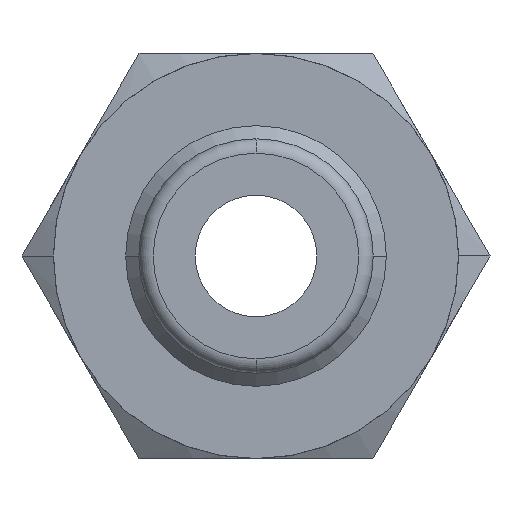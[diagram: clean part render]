
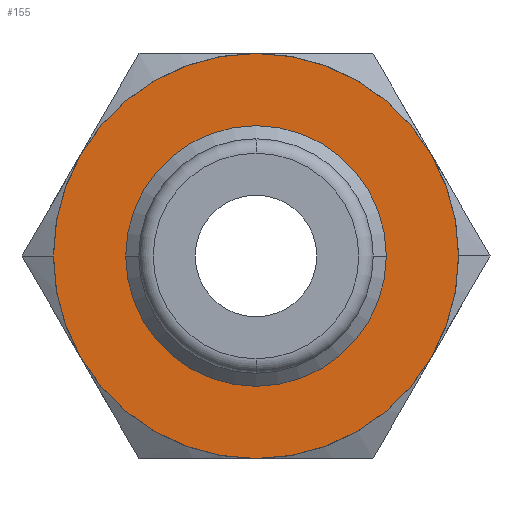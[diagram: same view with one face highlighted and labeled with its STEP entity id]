
A CAD part, front view. The second image highlights one B-rep face of the part: STEP entity #155.
In plain terms, the highlighted planar face has unit normal (0, -1, 0).
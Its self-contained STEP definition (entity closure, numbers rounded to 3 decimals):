
#155=ADVANCED_FACE('',(#324,#325),#326,.T.);
#324=FACE_OUTER_BOUND('',#503,.T.);
#325=FACE_BOUND('',#504,.T.);
#326=PLANE('',#505);
#503=EDGE_LOOP('',(#876,#877));
#504=EDGE_LOOP('',(#878,#879));
#505=AXIS2_PLACEMENT_3D('',#880,#881,#882);
#876=ORIENTED_EDGE('',*,*,#1150,.T.);
#877=ORIENTED_EDGE('',*,*,#1157,.T.);
#878=ORIENTED_EDGE('',*,*,#1145,.F.);
#879=ORIENTED_EDGE('',*,*,#1122,.F.);
#880=CARTESIAN_POINT('',(0.0,14.0,0.0));
#881=DIRECTION('',(0.0,-1.0,0.0));
#882=DIRECTION('',(-1.0,0.0,0.0));
#1122=EDGE_CURVE('',#1350,#1352,#1353,.T.);
#1145=EDGE_CURVE('',#1352,#1350,#1382,.T.);
#1150=EDGE_CURVE('',#1384,#1389,#1391,.T.);
#1157=EDGE_CURVE('',#1389,#1384,#1398,.T.);
#1350=VERTEX_POINT('',#1833);
#1352=VERTEX_POINT('',#1836);
#1353=CIRCLE('',#1837,4.5);
#1382=CIRCLE('',#1894,4.5);
#1384=VERTEX_POINT('',#1896);
#1389=VERTEX_POINT('',#1902);
#1391=CIRCLE('',#1905,6.995);
#1398=CIRCLE('',#1934,6.995);
#1833=CARTESIAN_POINT('',(4.5,14.0,0.));
#1836=CARTESIAN_POINT('',(-4.5,14.0,0.));
#1837=AXIS2_PLACEMENT_3D('',#2109,#2110,#2111);
#1894=AXIS2_PLACEMENT_3D('',#2136,#2137,#2138);
#1896=CARTESIAN_POINT('',(6.995,14.0,0.0));
#1902=CARTESIAN_POINT('',(-6.995,14.0,0.));
#1905=AXIS2_PLACEMENT_3D('',#2144,#2145,#2146);
#1934=AXIS2_PLACEMENT_3D('',#2150,#2151,#2152);
#2109=CARTESIAN_POINT('',(0.0,14.0,0.0));
#2110=DIRECTION('',(0.0,-1.0,0.0));
#2111=DIRECTION('',(1.0,0.0,0.0));
#2136=CARTESIAN_POINT('',(0.0,14.0,0.0));
#2137=DIRECTION('',(0.0,-1.0,0.0));
#2138=DIRECTION('',(1.0,0.0,0.0));
#2144=CARTESIAN_POINT('',(0.0,14.0,0.0));
#2145=DIRECTION('',(0.0,-1.0,0.0));
#2146=DIRECTION('',(1.0,0.0,0.0));
#2150=CARTESIAN_POINT('',(0.0,14.0,0.0));
#2151=DIRECTION('',(0.0,-1.0,0.0));
#2152=DIRECTION('',(1.0,0.0,0.0));
